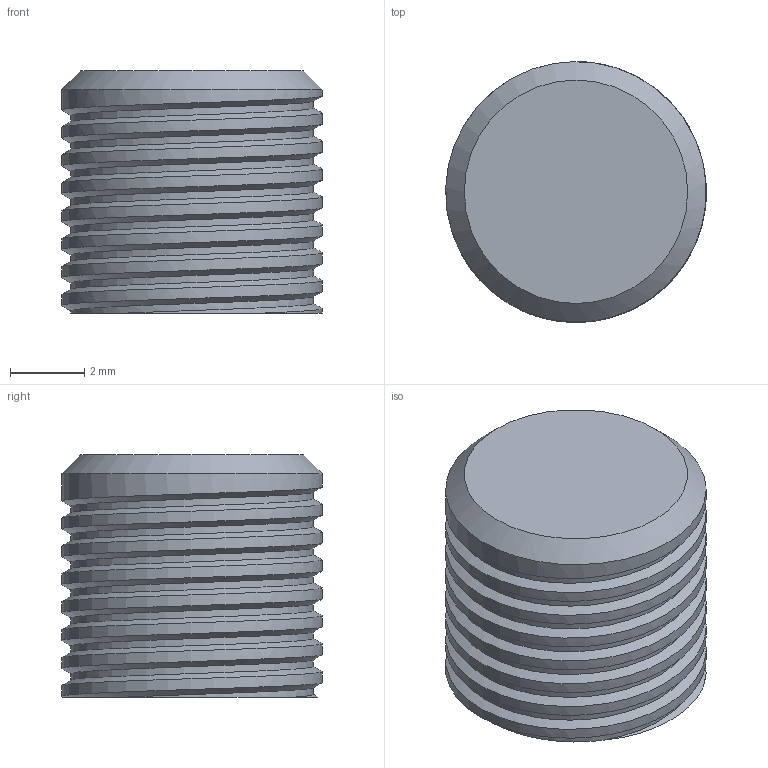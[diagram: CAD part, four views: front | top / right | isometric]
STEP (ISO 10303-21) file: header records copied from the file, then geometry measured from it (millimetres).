
FILE_DESCRIPTION(('FreeCAD Model'),'2;1');
FILE_NAME('B2-M7x0.75x6.5mm.step', '2019-06-14T21:46:18',('Author'),(''), 'Open CASCADE STEP processor 7.3','FreeCAD','Unknown');
FILE_SCHEMA(('AUTOMOTIVE_DESIGN { 1 0 10303 214 1 1 1 1 }'));
Length unit declared in the file: millimetre
Products named in the file (1): Bushing_M7x0.75x6.5mm_
Bounding box: 7 x 7 x 6.5 mm (x, y, z)
Volume: 234.9 mm3; surface area: 252.2 mm2
Topology: 1 solids, 1 shells, 40 faces, 98 edges, 60 vertices
Faces by surface type: bspline 27, cylinder 9, plane 3, cone 1
Full cylindrical faces by diameter (mm): 7 x7
Entity records: 4119 total; most frequent: CARTESIAN_POINT 3404, ORIENTED_EDGE 196, EDGE_CURVE 98, B_SPLINE_CURVE_WITH_KNOTS 82, VERTEX_POINT 60, DIRECTION 48, ADVANCED_FACE 40, FACE_BOUND 40
